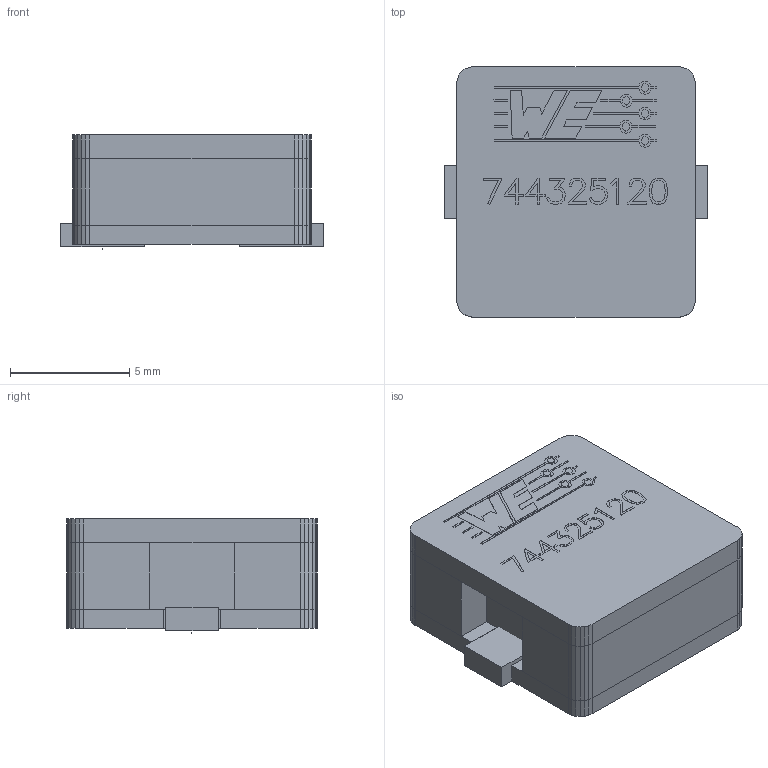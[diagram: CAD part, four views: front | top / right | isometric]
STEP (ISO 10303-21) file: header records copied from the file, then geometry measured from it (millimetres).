
FILE_DESCRIPTION (( 'STEP AP214' ), '1' );
FILE_NAME ('User Library-744325120.STEP', '2020-02-28T19:05:42', ( '' ), ( '' ), 'SwSTEP 2.0', 'SolidWorks 2019', '' );
FILE_SCHEMA (( 'AUTOMOTIVE_DESIGN' ));
Length unit declared in the file: millimetre
Products named in the file (45): Extruded23; 450809937; 450811345; 450812113; Extruded34; 450811601; Extruded19; Extruded33; 450811729; Extruded35; Extruded32; Board1; Extruded27; Extruded21; User Library-744325120; Free-Models1; Extruded25; Extruded24; Extruded20; 450809809; 450810193; Extruded30; 450810705; Extruded28; 450811857; Extruded22; 450812497; 450810961; 450811985; 450810065; 450810577; Extruded26; 450810833; 450810449; Extruded31; Extruded18; 450811089; Extruded29; 450810321
Assembly tree (50 placements, depth 4):
  User Library-744325120
    Free-Models1
      450811985
        Extruded20
      450812113
        Extruded30
      450812497
        Extruded19
      450811729
        Extruded18
      450811857
        Extruded32
      450810577
        Extruded27
      450810449
        Extruded29
      450810193
        Extruded28
      450810193
        Extruded28
      450809937
        Extruded24
      450810321
        Extruded33
      450810193
        Extruded28
      450809809
        Extruded31
      450809809
        Extruded31
      450810065
        Extruded26
      450809937
        Extruded24
      450810705
        Extruded34
      450810833
        Extruded25
      450811601
        Extruded35
      450811345
        Extruded23
      450811089
        Extruded22
      450810961
        Extruded21
      450810961
        Extruded21
      450811345
        Extruded23
    Board1
Bounding box: 11 x 10.51 x 4.82 mm (x, y, z)
Volume: 454.8 mm3; surface area: 860.4 mm2
Topology: 19 solids, 31 shells, 587 faces, 1619 edges, 1084 vertices
Faces by surface type: plane 587
Entity records: 16755 total; most frequent: CARTESIAN_POINT 2812, ORIENTED_EDGE 2672, DIRECTION 2474, EDGE_CURVE 1346, VECTOR 1346, LINE 1346, VERTEX_POINT 902, AXIS2_PLACEMENT_3D 564
